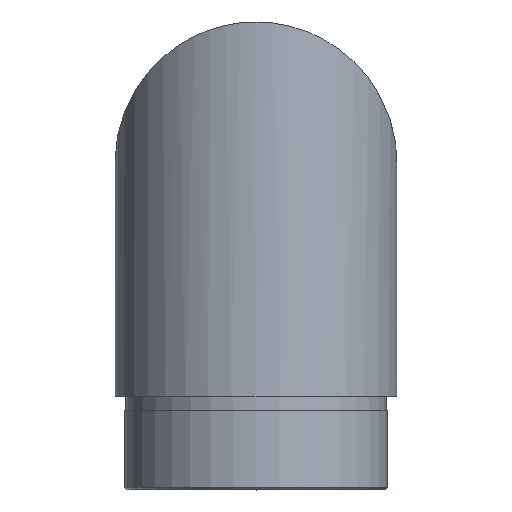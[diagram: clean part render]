
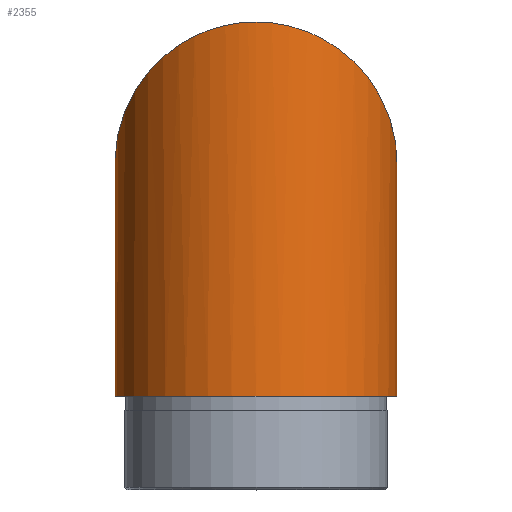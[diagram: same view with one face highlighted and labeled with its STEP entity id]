
A CAD part, top view. The second image highlights one B-rep face of the part: STEP entity #2355.
In plain terms, the highlighted cylindrical face has radius 30.15 mm (diameter 60.3 mm), a full revolution.
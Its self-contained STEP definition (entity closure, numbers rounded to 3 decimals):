
#8 = CARTESIAN_POINT ( 'NONE',  ( 0., 80., 30.15 ) ) ;
#835 = CARTESIAN_POINT ( 'NONE',  ( -60.3, 19.7, -30.15 ) ) ;
#1004 = EDGE_LOOP ( 'NONE', ( #4690 ) ) ;
#1154 = CYLINDRICAL_SURFACE ( 'NONE', #5949, 30.15 ) ;
#1350 = VERTEX_POINT ( 'NONE', #3646 ) ;
#1631 = CARTESIAN_POINT ( 'NONE',  ( 0., 135.127, 0. ) ) ;
#2340 = CIRCLE ( 'NONE', #8213, 30.15 ) ;
#2355 = ADVANCED_FACE ( 'NONE', ( #10185, #6303 ), #1154, .T. ) ;
#2429 =( BOUNDED_CURVE ( )  B_SPLINE_CURVE ( 3, ( #2746, #835, #4409, #8, #6216, #8839, #3540 ),
 .UNSPECIFIED., .T., .F. ) 
 B_SPLINE_CURVE_WITH_KNOTS ( ( 4, 3, 4 ),
 ( 0., 3.142, 6.283 ),
 .UNSPECIFIED. ) 
 CURVE ( )  GEOMETRIC_REPRESENTATION_ITEM ( )  RATIONAL_B_SPLINE_CURVE ( ( 1., 0.333, 0.333, 1., 0.333, 0.333, 1. ) ) 
 REPRESENTATION_ITEM ( '' )  );
#2746 = CARTESIAN_POINT ( 'NONE',  ( 0., 19.7, -30.15 ) ) ;
#3540 = CARTESIAN_POINT ( 'NONE',  ( 0., 19.7, -30.15 ) ) ;
#3646 = CARTESIAN_POINT ( 'NONE',  ( 0., 19.7, -30.15 ) ) ;
#4409 = CARTESIAN_POINT ( 'NONE',  ( -60.3, 80., 30.15 ) ) ;
#4690 = ORIENTED_EDGE ( 'NONE', *, *, #6294, .F. ) ;
#5264 = EDGE_LOOP ( 'NONE', ( #11069 ) ) ;
#5949 = AXIS2_PLACEMENT_3D ( 'NONE', #1631, #8759, #8058 ) ;
#6172 = CARTESIAN_POINT ( 'NONE',  ( 0., 0., 30.15 ) ) ;
#6216 = CARTESIAN_POINT ( 'NONE',  ( 60.3, 80., 30.15 ) ) ;
#6294 = EDGE_CURVE ( 'NONE', #1350, #1350, #2429, .T. ) ;
#6303 = FACE_OUTER_BOUND ( 'NONE', #1004, .T. ) ;
#8058 = DIRECTION ( 'NONE',  ( 0., 0., -1. ) ) ;
#8213 = AXIS2_PLACEMENT_3D ( 'NONE', #9366, #11155, #11319 ) ;
#8308 = EDGE_CURVE ( 'NONE', #10232, #10232, #2340, .T. ) ;
#8759 = DIRECTION ( 'NONE',  ( 0., -1., 0. ) ) ;
#8839 = CARTESIAN_POINT ( 'NONE',  ( 60.3, 19.7, -30.15 ) ) ;
#9366 = CARTESIAN_POINT ( 'NONE',  ( 0., 0., 0. ) ) ;
#10185 = FACE_OUTER_BOUND ( 'NONE', #5264, .T. ) ;
#10232 = VERTEX_POINT ( 'NONE', #6172 ) ;
#11069 = ORIENTED_EDGE ( 'NONE', *, *, #8308, .T. ) ;
#11155 = DIRECTION ( 'NONE',  ( 0., 1., 0. ) ) ;
#11319 = DIRECTION ( 'NONE',  ( 0., 0., 1. ) ) ;
